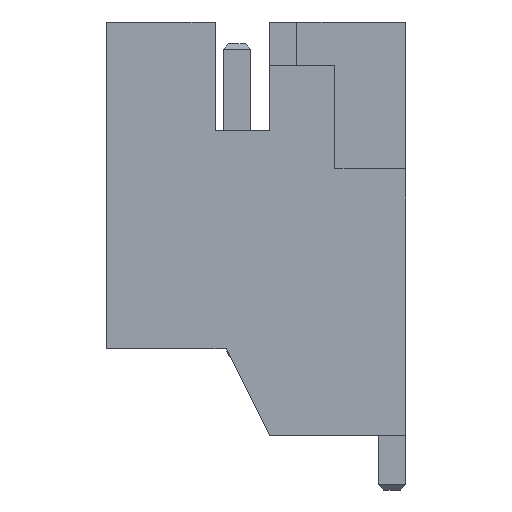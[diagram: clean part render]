
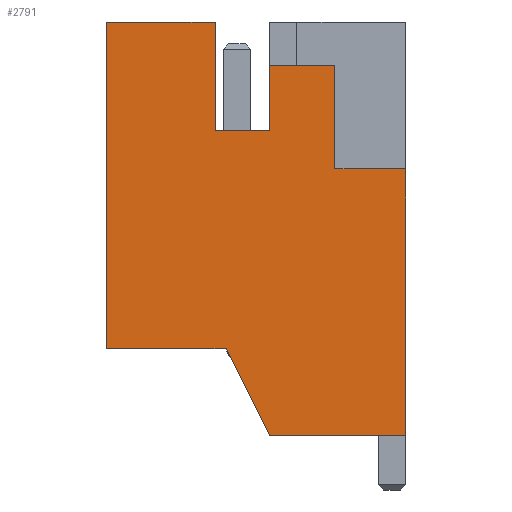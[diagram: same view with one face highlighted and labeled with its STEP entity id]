
A CAD part, left-side view. The second image highlights one B-rep face of the part: STEP entity #2791.
In plain terms, the highlighted planar face has unit normal (-1, 0, 0).
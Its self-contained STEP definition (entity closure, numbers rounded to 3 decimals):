
#85=FACE_OUTER_BOUND('',#237,.T.);
#237=EDGE_LOOP('',(#1925,#1926,#1927,#1928,#1929,#1930,#1931,#1932,#1933,
#1934,#1935,#1936));
#379=LINE('',#3866,#763);
#383=LINE('',#3873,#767);
#389=LINE('',#3887,#773);
#408=LINE('',#3924,#792);
#436=LINE('',#3979,#820);
#442=LINE('',#3990,#826);
#444=LINE('',#3994,#828);
#446=LINE('',#3997,#830);
#447=LINE('',#4001,#831);
#448=LINE('',#4003,#832);
#449=LINE('',#4005,#833);
#450=LINE('',#4006,#834);
#763=VECTOR('',#3126,10.);
#767=VECTOR('',#3132,10.);
#773=VECTOR('',#3142,10.);
#792=VECTOR('',#3169,10.);
#820=VECTOR('',#3209,10.);
#826=VECTOR('',#3217,10.);
#828=VECTOR('',#3221,10.);
#830=VECTOR('',#3225,10.);
#831=VECTOR('',#3230,10.);
#832=VECTOR('',#3231,10.);
#833=VECTOR('',#3232,10.);
#834=VECTOR('',#3233,10.);
#1147=VERTEX_POINT('',#3863);
#1148=VERTEX_POINT('',#3865);
#1150=VERTEX_POINT('',#3871);
#1156=VERTEX_POINT('',#3886);
#1170=VERTEX_POINT('',#3922);
#1190=VERTEX_POINT('',#3976);
#1191=VERTEX_POINT('',#3978);
#1195=VERTEX_POINT('',#3988);
#1196=VERTEX_POINT('',#3992);
#1197=VERTEX_POINT('',#4000);
#1198=VERTEX_POINT('',#4002);
#1199=VERTEX_POINT('',#4004);
#1411=EDGE_CURVE('',#1148,#1147,#379,.T.);
#1415=EDGE_CURVE('',#1147,#1150,#383,.T.);
#1421=EDGE_CURVE('',#1156,#1148,#389,.T.);
#1440=EDGE_CURVE('',#1150,#1170,#408,.T.);
#1468=EDGE_CURVE('',#1191,#1190,#436,.T.);
#1474=EDGE_CURVE('',#1190,#1195,#442,.T.);
#1476=EDGE_CURVE('',#1195,#1196,#444,.T.);
#1478=EDGE_CURVE('',#1196,#1156,#446,.T.);
#1479=EDGE_CURVE('',#1170,#1197,#447,.T.);
#1480=EDGE_CURVE('',#1197,#1198,#448,.T.);
#1481=EDGE_CURVE('',#1198,#1199,#449,.T.);
#1482=EDGE_CURVE('',#1199,#1191,#450,.T.);
#1925=ORIENTED_EDGE('',*,*,#1415,.T.);
#1926=ORIENTED_EDGE('',*,*,#1440,.T.);
#1927=ORIENTED_EDGE('',*,*,#1479,.T.);
#1928=ORIENTED_EDGE('',*,*,#1480,.T.);
#1929=ORIENTED_EDGE('',*,*,#1481,.T.);
#1930=ORIENTED_EDGE('',*,*,#1482,.T.);
#1931=ORIENTED_EDGE('',*,*,#1468,.T.);
#1932=ORIENTED_EDGE('',*,*,#1474,.T.);
#1933=ORIENTED_EDGE('',*,*,#1476,.T.);
#1934=ORIENTED_EDGE('',*,*,#1478,.T.);
#1935=ORIENTED_EDGE('',*,*,#1421,.T.);
#1936=ORIENTED_EDGE('',*,*,#1411,.T.);
#2651=PLANE('',#2962);
#2791=ADVANCED_FACE('',(#85),#2651,.T.);
#2962=AXIS2_PLACEMENT_3D('',#3999,#3228,#3229);
#3126=DIRECTION('',(0.,1.,0.));
#3132=DIRECTION('',(0.,0.,1.));
#3142=DIRECTION('',(0.,0.,-1.));
#3169=DIRECTION('',(0.,1.,0.));
#3209=DIRECTION('',(0.,0.,1.));
#3217=DIRECTION('',(0.,1.,0.));
#3221=DIRECTION('',(0.,0.,1.));
#3225=DIRECTION('',(0.,1.,0.));
#3228=DIRECTION('center_axis',(-1.,0.,0.));
#3229=DIRECTION('ref_axis',(0.,0.,1.));
#3230=DIRECTION('',(0.,0.,-1.));
#3231=DIRECTION('',(0.,-1.,0.));
#3232=DIRECTION('',(0.,-0.447,-0.894));
#3233=DIRECTION('',(0.,-1.,0.));
#3863=CARTESIAN_POINT('',(-4.95,3.5,-2.));
#3865=CARTESIAN_POINT('',(-4.95,2.5,-2.));
#3866=CARTESIAN_POINT('',(-4.95,3.125,-2.));
#3871=CARTESIAN_POINT('',(-4.95,3.5,0.));
#3873=CARTESIAN_POINT('',(-4.95,3.5,-1.5));
#3886=CARTESIAN_POINT('',(-4.95,2.5,-0.8));
#3887=CARTESIAN_POINT('',(-4.95,2.5,-2.5));
#3922=CARTESIAN_POINT('',(-4.95,5.5,0.));
#3924=CARTESIAN_POINT('',(-4.95,0.,0.));
#3976=CARTESIAN_POINT('',(-4.95,0.,-2.7));
#3978=CARTESIAN_POINT('',(-4.95,0.,-7.6));
#3979=CARTESIAN_POINT('',(-4.95,0.,-7.6));
#3988=CARTESIAN_POINT('',(-4.95,1.3,-2.7));
#3990=CARTESIAN_POINT('',(-4.95,2.025,-2.7));
#3992=CARTESIAN_POINT('',(-4.95,1.3,-0.8));
#3994=CARTESIAN_POINT('',(-4.95,1.3,-1.9));
#3997=CARTESIAN_POINT('',(-4.95,2.625,-0.8));
#3999=CARTESIAN_POINT('Origin',(-4.95,2.75,-3.));
#4000=CARTESIAN_POINT('',(-4.95,5.5,-6.));
#4001=CARTESIAN_POINT('',(-4.95,5.5,0.));
#4002=CARTESIAN_POINT('',(-4.95,3.3,-6.));
#4003=CARTESIAN_POINT('',(-4.95,5.5,-6.));
#4004=CARTESIAN_POINT('',(-4.95,2.5,-7.6));
#4005=CARTESIAN_POINT('',(-4.95,3.3,-6.));
#4006=CARTESIAN_POINT('',(-4.95,2.5,-7.6));
